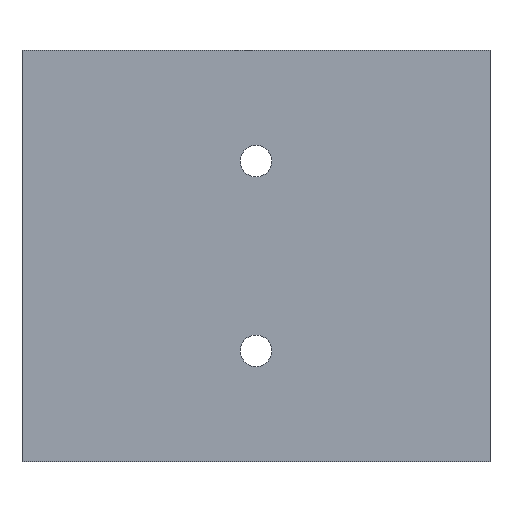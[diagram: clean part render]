
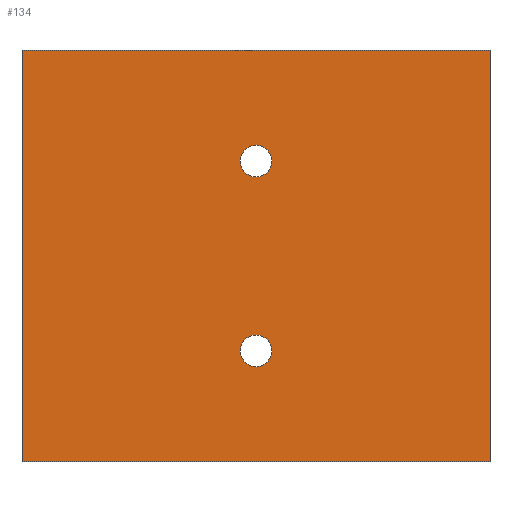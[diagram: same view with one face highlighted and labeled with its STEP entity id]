
A CAD part, front view. The second image highlights one B-rep face of the part: STEP entity #134.
In plain terms, the highlighted planar face has unit normal (0, -1, 0).
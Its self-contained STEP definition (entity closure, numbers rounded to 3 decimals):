
#5 = EDGE_CURVE ( 'NONE', #272, #291, #248, .T. ) ;
#8 = EDGE_CURVE ( 'NONE', #272, #290, #246, .T. ) ;
#9 = EDGE_CURVE ( 'NONE', #290, #288, #244, .T. ) ;
#18 = EDGE_CURVE ( 'NONE', #68, #68, #106, .T. ) ;
#19 = EDGE_CURVE ( 'NONE', #291, #288, #112, .T. ) ;
#20 = EDGE_CURVE ( 'NONE', #89, #89, #93, .T. ) ;
#41 = AXIS2_PLACEMENT_3D ( 'NONE', #215, #214, #213 ) ;
#42 = AXIS2_PLACEMENT_3D ( 'NONE', #181, #183, #176 ) ;
#50 = AXIS2_PLACEMENT_3D ( 'NONE', #207, #206, #204 ) ;
#56 = FACE_BOUND ( 'NONE', #259, .T. ) ;
#68 = VERTEX_POINT ( 'NONE', #159 ) ;
#87 = VECTOR ( 'NONE', #212, 1000. ) ;
#89 = VERTEX_POINT ( 'NONE', #158 ) ;
#93 = CIRCLE ( 'NONE', #50, 2.5 ) ;
#101 = FACE_OUTER_BOUND ( 'NONE', #252, .T. ) ;
#102 = FACE_BOUND ( 'NONE', #249, .T. ) ;
#106 = CIRCLE ( 'NONE', #41, 2.5 ) ;
#112 = LINE ( 'NONE', #237, #87 ) ;
#134 = ADVANCED_FACE ( 'NONE', ( #102, #101, #56 ), #179, .T. ) ;
#158 = CARTESIAN_POINT ( 'NONE',  ( 0., 0., -50. ) ) ;
#159 = CARTESIAN_POINT ( 'NONE',  ( 0., 0., -20. ) ) ;
#165 = CARTESIAN_POINT ( 'NONE',  ( -37., 0., 0. ) ) ;
#169 = CARTESIAN_POINT ( 'NONE',  ( 37., 0., 0. ) ) ;
#171 = CARTESIAN_POINT ( 'NONE',  ( 37., 0., -65. ) ) ;
#174 = CARTESIAN_POINT ( 'NONE',  ( -37., 0., -65. ) ) ;
#176 = DIRECTION ( 'NONE',  ( 0., 0., -1. ) ) ;
#178 = DIRECTION ( 'NONE',  ( 1., 0., 0. ) ) ;
#179 = PLANE ( 'NONE',  #42 ) ;
#181 = CARTESIAN_POINT ( 'NONE',  ( -37., 0., -65. ) ) ;
#183 = DIRECTION ( 'NONE',  ( 0., -1., 0. ) ) ;
#196 = DIRECTION ( 'NONE',  ( 0., 0., 1. ) ) ;
#204 = DIRECTION ( 'NONE',  ( 0., 0., -1. ) ) ;
#206 = DIRECTION ( 'NONE',  ( 0., -1., 0. ) ) ;
#207 = CARTESIAN_POINT ( 'NONE',  ( 0., 0., -47.5 ) ) ;
#211 = CARTESIAN_POINT ( 'NONE',  ( -37., 0., -65. ) ) ;
#212 = DIRECTION ( 'NONE',  ( 0., 0., 1. ) ) ;
#213 = DIRECTION ( 'NONE',  ( 0., 0., -1. ) ) ;
#214 = DIRECTION ( 'NONE',  ( 0., 1., 0. ) ) ;
#215 = CARTESIAN_POINT ( 'NONE',  ( 0., 0., -17.5 ) ) ;
#221 = CARTESIAN_POINT ( 'NONE',  ( -37., 0., 0. ) ) ;
#224 = CARTESIAN_POINT ( 'NONE',  ( -37., 0., -65. ) ) ;
#225 = DIRECTION ( 'NONE',  ( 1., 0., 0. ) ) ;
#237 = CARTESIAN_POINT ( 'NONE',  ( 37., 0., -65. ) ) ;
#241 = VECTOR ( 'NONE', #178, 1000. ) ;
#242 = VECTOR ( 'NONE', #196, 1000. ) ;
#244 = LINE ( 'NONE', #221, #241 ) ;
#246 = LINE ( 'NONE', #211, #242 ) ;
#247 = VECTOR ( 'NONE', #225, 1000. ) ;
#248 = LINE ( 'NONE', #224, #247 ) ;
#249 = EDGE_LOOP ( 'NONE', ( #294 ) ) ;
#252 = EDGE_LOOP ( 'NONE', ( #260, #277, #295, #278 ) ) ;
#259 = EDGE_LOOP ( 'NONE', ( #261 ) ) ;
#260 = ORIENTED_EDGE ( 'NONE', *, *, #9, .F. ) ;
#261 = ORIENTED_EDGE ( 'NONE', *, *, #18, .T. ) ;
#272 = VERTEX_POINT ( 'NONE', #174 ) ;
#277 = ORIENTED_EDGE ( 'NONE', *, *, #8, .F. ) ;
#278 = ORIENTED_EDGE ( 'NONE', *, *, #19, .T. ) ;
#288 = VERTEX_POINT ( 'NONE', #169 ) ;
#290 = VERTEX_POINT ( 'NONE', #165 ) ;
#291 = VERTEX_POINT ( 'NONE', #171 ) ;
#294 = ORIENTED_EDGE ( 'NONE', *, *, #20, .F. ) ;
#295 = ORIENTED_EDGE ( 'NONE', *, *, #5, .T. ) ;
